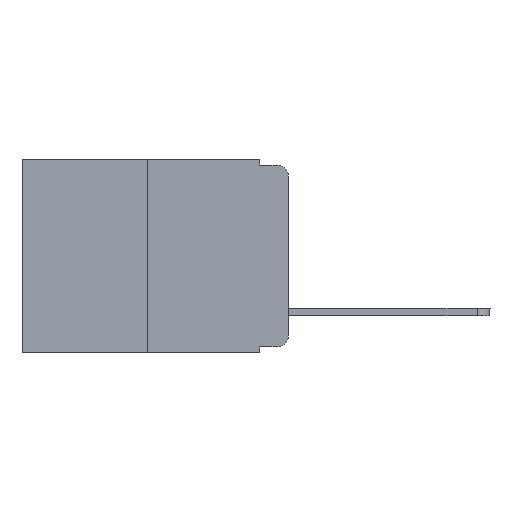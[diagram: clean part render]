
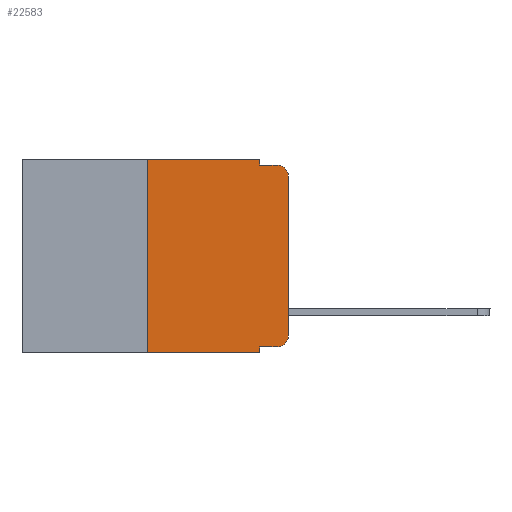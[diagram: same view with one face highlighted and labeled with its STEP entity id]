
A CAD part, left-side view. The second image highlights one B-rep face of the part: STEP entity #22583.
In plain terms, the highlighted planar face has unit normal (-1, 0, 0).
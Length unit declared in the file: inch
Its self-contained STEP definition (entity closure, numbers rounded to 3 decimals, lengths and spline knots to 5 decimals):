
#109 = DIRECTION ( 'NONE',  ( 0., 0., 1. ) ) ;
#414 = LINE ( 'NONE', #13783, #8508 ) ;
#1017 = VERTEX_POINT ( 'NONE', #21674 ) ;
#1094 = CARTESIAN_POINT ( 'NONE',  ( 0., 0.051, -0.01 ) ) ;
#1240 = CARTESIAN_POINT ( 'NONE',  ( 0., 0.051, -0.333 ) ) ;
#1330 = ORIENTED_EDGE ( 'NONE', *, *, #18626, .F. ) ;
#2241 = VERTEX_POINT ( 'NONE', #21467 ) ;
#2492 = ORIENTED_EDGE ( 'NONE', *, *, #13516, .T. ) ;
#2493 = CIRCLE ( 'NONE', #19676, 0.02 ) ;
#2546 = VECTOR ( 'NONE', #7562, 39.37008 ) ;
#2568 = CARTESIAN_POINT ( 'NONE',  ( 0., 0.051, 0. ) ) ;
#2581 = EDGE_CURVE ( 'NONE', #8327, #2241, #3323, .T. ) ;
#2663 = LINE ( 'NONE', #5704, #23766 ) ;
#3323 = LINE ( 'NONE', #5121, #22962 ) ;
#3684 = VECTOR ( 'NONE', #12866, 39.37008 ) ;
#4406 = ORIENTED_EDGE ( 'NONE', *, *, #13609, .T. ) ;
#4535 = ORIENTED_EDGE ( 'NONE', *, *, #22050, .T. ) ;
#4672 = EDGE_LOOP ( 'NONE', ( #2492, #13497, #8677, #8094, #10879, #23545, #4406, #1330, #11585, #4535 ) ) ;
#5121 = CARTESIAN_POINT ( 'NONE',  ( 0., 0.051, -0.01 ) ) ;
#5476 = CARTESIAN_POINT ( 'NONE',  ( 0., 0.02, -0.333 ) ) ;
#5512 = DIRECTION ( 'NONE',  ( 1., 0., 0. ) ) ;
#5563 = DIRECTION ( 'NONE',  ( -1., 0., 0. ) ) ;
#5704 = CARTESIAN_POINT ( 'NONE',  ( 0., 0.25, 0. ) ) ;
#6480 = DIRECTION ( 'NONE',  ( 0., 0., -1. ) ) ;
#7168 = VERTEX_POINT ( 'NONE', #15916 ) ;
#7471 = CARTESIAN_POINT ( 'NONE',  ( 0., 0.02, -0.03 ) ) ;
#7562 = DIRECTION ( 'NONE',  ( 0., 0., -1. ) ) ;
#8094 = ORIENTED_EDGE ( 'NONE', *, *, #24374, .F. ) ;
#8264 = DIRECTION ( 'NONE',  ( 0., 0., 1. ) ) ;
#8327 = VERTEX_POINT ( 'NONE', #1094 ) ;
#8476 = LINE ( 'NONE', #20452, #3684 ) ;
#8502 = CARTESIAN_POINT ( 'NONE',  ( 0., 0.473, -0.343 ) ) ;
#8508 = VECTOR ( 'NONE', #8264, 39.37008 ) ;
#8512 = CIRCLE ( 'NONE', #20877, 0.02 ) ;
#8677 = ORIENTED_EDGE ( 'NONE', *, *, #2581, .F. ) ;
#9211 = PLANE ( 'NONE',  #21993 ) ;
#9290 = LINE ( 'NONE', #2568, #21160 ) ;
#9585 = CARTESIAN_POINT ( 'NONE',  ( 0., 0.051, 0. ) ) ;
#9671 = DIRECTION ( 'NONE',  ( 0., 0., -1. ) ) ;
#10504 = DIRECTION ( 'NONE',  ( 0., -1., 0. ) ) ;
#10659 = VERTEX_POINT ( 'NONE', #16690 ) ;
#10879 = ORIENTED_EDGE ( 'NONE', *, *, #22686, .F. ) ;
#11165 = LINE ( 'NONE', #8502, #23935 ) ;
#11176 = CARTESIAN_POINT ( 'NONE',  ( 0., 0.473, 0. ) ) ;
#11585 = ORIENTED_EDGE ( 'NONE', *, *, #13180, .T. ) ;
#12657 = LINE ( 'NONE', #20869, #2546 ) ;
#12866 = DIRECTION ( 'NONE',  ( 0., -1., 0. ) ) ;
#13120 = CARTESIAN_POINT ( 'NONE',  ( 0., 0.02, -0.313 ) ) ;
#13180 = EDGE_CURVE ( 'NONE', #7168, #16497, #13242, .T. ) ;
#13242 = LINE ( 'NONE', #1240, #22176 ) ;
#13487 = FACE_OUTER_BOUND ( 'NONE', #4672, .T. ) ;
#13497 = ORIENTED_EDGE ( 'NONE', *, *, #14692, .T. ) ;
#13516 = EDGE_CURVE ( 'NONE', #15785, #15107, #414, .T. ) ;
#13609 = EDGE_CURVE ( 'NONE', #15985, #10659, #11165, .T. ) ;
#13783 = CARTESIAN_POINT ( 'NONE',  ( 0., 0., 0. ) ) ;
#14692 = EDGE_CURVE ( 'NONE', #15107, #2241, #2493, .T. ) ;
#15107 = VERTEX_POINT ( 'NONE', #24145 ) ;
#15785 = VERTEX_POINT ( 'NONE', #16899 ) ;
#15916 = CARTESIAN_POINT ( 'NONE',  ( 0., 0.051, -0.333 ) ) ;
#15985 = VERTEX_POINT ( 'NONE', #21074 ) ;
#16497 = VERTEX_POINT ( 'NONE', #5476 ) ;
#16690 = CARTESIAN_POINT ( 'NONE',  ( 0., 0.051, -0.343 ) ) ;
#16702 = DIRECTION ( 'NONE',  ( 0., 0., -1. ) ) ;
#16823 = EDGE_CURVE ( 'NONE', #15985, #1017, #2663, .T. ) ;
#16899 = CARTESIAN_POINT ( 'NONE',  ( 0., 0., -0.313 ) ) ;
#16939 = VERTEX_POINT ( 'NONE', #9585 ) ;
#18626 = EDGE_CURVE ( 'NONE', #7168, #10659, #12657, .T. ) ;
#19676 = AXIS2_PLACEMENT_3D ( 'NONE', #7471, #23004, #9671 ) ;
#20452 = CARTESIAN_POINT ( 'NONE',  ( 0., 0.473, 0. ) ) ;
#20470 = DIRECTION ( 'NONE',  ( 0., -1., 0. ) ) ;
#20738 = DIRECTION ( 'NONE',  ( 0., 0., -1. ) ) ;
#20869 = CARTESIAN_POINT ( 'NONE',  ( 0., 0.051, 0. ) ) ;
#20877 = AXIS2_PLACEMENT_3D ( 'NONE', #13120, #5563, #16702 ) ;
#21074 = CARTESIAN_POINT ( 'NONE',  ( 0., 0.25, -0.343 ) ) ;
#21160 = VECTOR ( 'NONE', #6480, 39.37008 ) ;
#21467 = CARTESIAN_POINT ( 'NONE',  ( 0., 0.02, -0.01 ) ) ;
#21674 = CARTESIAN_POINT ( 'NONE',  ( 0., 0.25, 0. ) ) ;
#21993 = AXIS2_PLACEMENT_3D ( 'NONE', #11176, #5512, #20738 ) ;
#22050 = EDGE_CURVE ( 'NONE', #16497, #15785, #8512, .T. ) ;
#22176 = VECTOR ( 'NONE', #20470, 39.37008 ) ;
#22583 = ADVANCED_FACE ( 'NONE', ( #13487 ), #9211, .F. ) ;
#22686 = EDGE_CURVE ( 'NONE', #1017, #16939, #8476, .T. ) ;
#22962 = VECTOR ( 'NONE', #24339, 39.37008 ) ;
#23004 = DIRECTION ( 'NONE',  ( -1., 0., 0. ) ) ;
#23545 = ORIENTED_EDGE ( 'NONE', *, *, #16823, .F. ) ;
#23766 = VECTOR ( 'NONE', #109, 39.37008 ) ;
#23935 = VECTOR ( 'NONE', #10504, 39.37008 ) ;
#24145 = CARTESIAN_POINT ( 'NONE',  ( 0., 0., -0.03 ) ) ;
#24339 = DIRECTION ( 'NONE',  ( 0., -1., 0. ) ) ;
#24374 = EDGE_CURVE ( 'NONE', #16939, #8327, #9290, .T. ) ;
